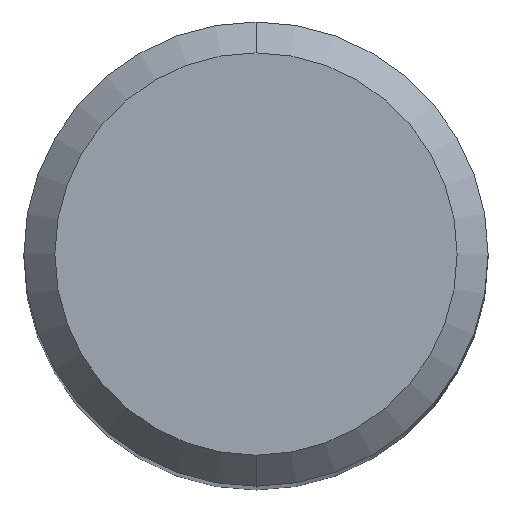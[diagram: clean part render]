
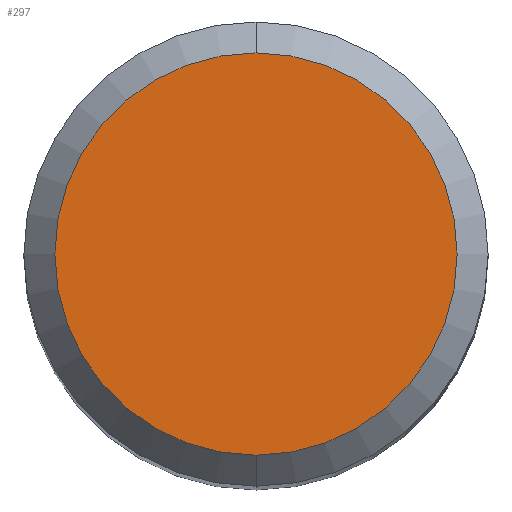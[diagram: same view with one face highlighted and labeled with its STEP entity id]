
A CAD part, top view. The second image highlights one B-rep face of the part: STEP entity #297.
In plain terms, the highlighted planar face has unit normal (0, 0, 1).
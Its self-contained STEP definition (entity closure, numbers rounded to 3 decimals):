
#239=EDGE_CURVE('',#333,#413,#563,.T.);
#297=ADVANCED_FACE('',(#625),#626,.T.);
#333=VERTEX_POINT('',#664);
#413=VERTEX_POINT('',#751);
#447=EDGE_CURVE('',#413,#333,#791,.T.);
#563=CIRCLE('',#995,2.6);
#625=FACE_OUTER_BOUND('',#1121,.T.);
#626=PLANE('',#1122);
#664=CARTESIAN_POINT('',(0.0,2.6,0.0));
#751=CARTESIAN_POINT('',(0.,-2.6,0.0));
#791=CIRCLE('',#1435,2.6);
#995=AXIS2_PLACEMENT_3D('',#1570,#1571,#1572);
#1121=EDGE_LOOP('',(#1625,#1626));
#1122=AXIS2_PLACEMENT_3D('',#1627,#1628,#1629);
#1435=AXIS2_PLACEMENT_3D('',#1803,#1804,#1805);
#1570=CARTESIAN_POINT('',(0.0,0.0,0.0));
#1571=DIRECTION('',(0.0,0.0,-1.0));
#1572=DIRECTION('',(0.0,1.0,0.0));
#1625=ORIENTED_EDGE('',*,*,#239,.F.);
#1626=ORIENTED_EDGE('',*,*,#447,.F.);
#1627=CARTESIAN_POINT('',(0.0,1.3,0.0));
#1628=DIRECTION('',(-0.0,0.0,1.0));
#1629=DIRECTION('',(0.0,-1.0,0.0));
#1803=CARTESIAN_POINT('',(0.0,0.0,0.0));
#1804=DIRECTION('',(0.0,0.0,-1.0));
#1805=DIRECTION('',(0.0,1.0,0.0));
